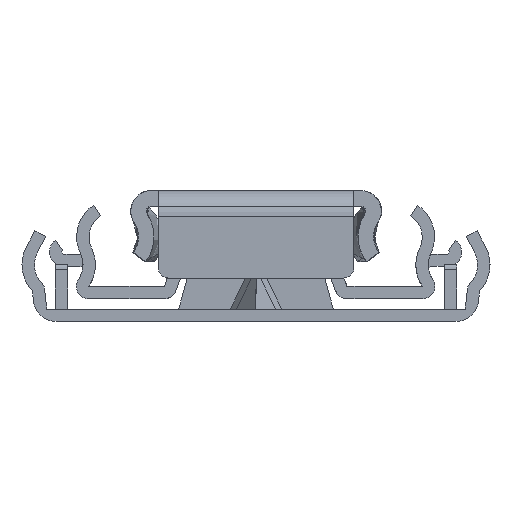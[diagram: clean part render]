
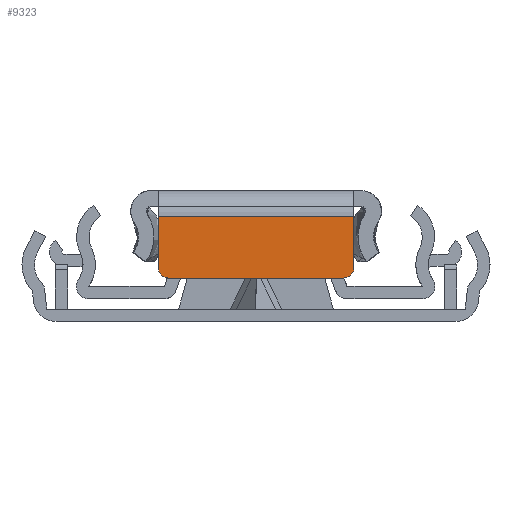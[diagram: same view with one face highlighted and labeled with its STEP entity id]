
A CAD part, left-side view. The second image highlights one B-rep face of the part: STEP entity #9323.
In plain terms, the highlighted planar face has unit normal (-1, 0, 0).
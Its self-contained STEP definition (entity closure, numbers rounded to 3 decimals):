
#166 = DIRECTION ( 'NONE',  ( -1., 0., 0. ) ) ;
#423 = LINE ( 'NONE', #9026, #3200 ) ;
#849 = CARTESIAN_POINT ( 'NONE',  ( 47., -9.5, -6.75 ) ) ;
#949 = DIRECTION ( 'NONE',  ( 0., 0., -1. ) ) ;
#1091 = EDGE_LOOP ( 'NONE', ( #6666, #1491, #8922, #3439, #6092, #13495 ) ) ;
#1376 = LINE ( 'NONE', #10560, #13515 ) ;
#1491 = ORIENTED_EDGE ( 'NONE', *, *, #3393, .T. ) ;
#2011 = CARTESIAN_POINT ( 'NONE',  ( 47., 9.5, -6.75 ) ) ;
#2123 = EDGE_CURVE ( 'NONE', #6260, #11265, #1376, .T. ) ;
#2283 = DIRECTION ( 'NONE',  ( -1., 0., 0. ) ) ;
#2520 = CARTESIAN_POINT ( 'NONE',  ( 47., 9.5, -7.75 ) ) ;
#2664 = AXIS2_PLACEMENT_3D ( 'NONE', #9308, #2283, #10515 ) ;
#2688 = CARTESIAN_POINT ( 'NONE',  ( 47., -9.5, -1.75 ) ) ;
#3200 = VECTOR ( 'NONE', #5476, 1000. ) ;
#3237 = CARTESIAN_POINT ( 'NONE',  ( 47., -8.5, -7.75 ) ) ;
#3393 = EDGE_CURVE ( 'NONE', #11542, #5735, #10644, .T. ) ;
#3439 = ORIENTED_EDGE ( 'NONE', *, *, #2123, .T. ) ;
#4086 = VERTEX_POINT ( 'NONE', #2011 ) ;
#4145 = EDGE_CURVE ( 'NONE', #4086, #11265, #14639, .T. ) ;
#4454 = CARTESIAN_POINT ( 'NONE',  ( 47., 9.5, 0.75 ) ) ;
#4676 = AXIS2_PLACEMENT_3D ( 'NONE', #7199, #166, #8402 ) ;
#5476 = DIRECTION ( 'NONE',  ( 0., 0., 1. ) ) ;
#5654 = CARTESIAN_POINT ( 'NONE',  ( 47., 9.5, 0.75 ) ) ;
#5735 = VERTEX_POINT ( 'NONE', #849 ) ;
#5758 = DIRECTION ( 'NONE',  ( 0., 1., 0. ) ) ;
#5916 = CARTESIAN_POINT ( 'NONE',  ( 47., 8.5, -7.75 ) ) ;
#6092 = ORIENTED_EDGE ( 'NONE', *, *, #4145, .F. ) ;
#6260 = VERTEX_POINT ( 'NONE', #2688 ) ;
#6666 = ORIENTED_EDGE ( 'NONE', *, *, #14546, .T. ) ;
#6823 = DIRECTION ( 'NONE',  ( 0., 0., 1. ) ) ;
#7174 = CARTESIAN_POINT ( 'NONE',  ( 47., 9.5, -1.75 ) ) ;
#7199 = CARTESIAN_POINT ( 'NONE',  ( 47., -8.5, -6.75 ) ) ;
#7554 = VERTEX_POINT ( 'NONE', #5916 ) ;
#7749 = VECTOR ( 'NONE', #9552, 1000. ) ;
#7981 = DIRECTION ( 'NONE',  ( 1., 0., 0. ) ) ;
#7984 = EDGE_CURVE ( 'NONE', #4086, #7554, #10409, .T. ) ;
#8402 = DIRECTION ( 'NONE',  ( 0., 0., -1. ) ) ;
#8922 = ORIENTED_EDGE ( 'NONE', *, *, #13525, .T. ) ;
#9026 = CARTESIAN_POINT ( 'NONE',  ( 47., -9.5, 0.75 ) ) ;
#9308 = CARTESIAN_POINT ( 'NONE',  ( 47., 8.5, -6.75 ) ) ;
#9323 = ADVANCED_FACE ( 'NONE', ( #11214 ), #13848, .F. ) ;
#9552 = DIRECTION ( 'NONE',  ( 0., -1., 0. ) ) ;
#10409 = CIRCLE ( 'NONE', #2664, 1. ) ;
#10515 = DIRECTION ( 'NONE',  ( 0., 0., -1. ) ) ;
#10560 = CARTESIAN_POINT ( 'NONE',  ( 47., 9.5, -1.75 ) ) ;
#10644 = CIRCLE ( 'NONE', #4676, 1. ) ;
#11214 = FACE_OUTER_BOUND ( 'NONE', #1091, .T. ) ;
#11238 = AXIS2_PLACEMENT_3D ( 'NONE', #4454, #7981, #949 ) ;
#11265 = VERTEX_POINT ( 'NONE', #7174 ) ;
#11542 = VERTEX_POINT ( 'NONE', #3237 ) ;
#13495 = ORIENTED_EDGE ( 'NONE', *, *, #7984, .T. ) ;
#13515 = VECTOR ( 'NONE', #5758, 1000. ) ;
#13525 = EDGE_CURVE ( 'NONE', #5735, #6260, #423, .T. ) ;
#13641 = LINE ( 'NONE', #2520, #7749 ) ;
#13848 = PLANE ( 'NONE',  #11238 ) ;
#14546 = EDGE_CURVE ( 'NONE', #7554, #11542, #13641, .T. ) ;
#14639 = LINE ( 'NONE', #5654, #15013 ) ;
#15013 = VECTOR ( 'NONE', #6823, 1000. ) ;
